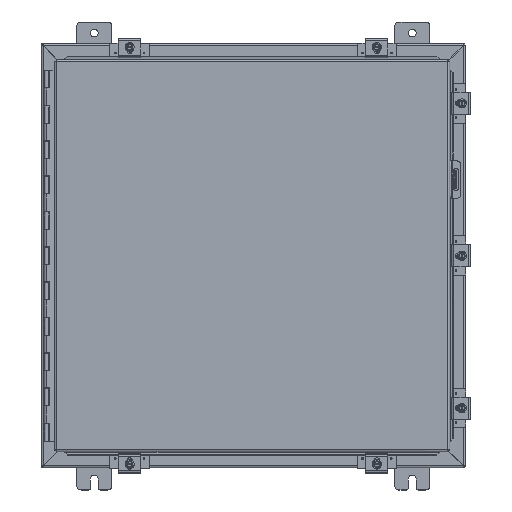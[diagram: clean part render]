
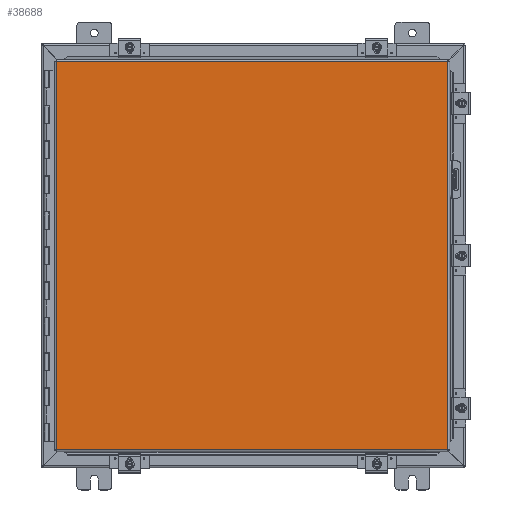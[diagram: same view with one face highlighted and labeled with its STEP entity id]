
A CAD part, top view. The second image highlights one B-rep face of the part: STEP entity #38688.
In plain terms, the highlighted face is planar.
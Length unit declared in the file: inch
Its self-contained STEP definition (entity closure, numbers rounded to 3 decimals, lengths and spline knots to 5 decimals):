
#470 = CARTESIAN_POINT ( 'NONE',  ( -11.08225, 10.9885, 0. ) ) ;
#729 = VERTEX_POINT ( 'NONE', #18544 ) ;
#2533 = ORIENTED_EDGE ( 'NONE', *, *, #34938, .T. ) ;
#3697 = VERTEX_POINT ( 'NONE', #29044 ) ;
#3790 = DIRECTION ( 'NONE',  ( 1., 0., 0. ) ) ;
#7449 = VERTEX_POINT ( 'NONE', #36362 ) ;
#8803 = LINE ( 'NONE', #32855, #28344 ) ;
#8950 = VERTEX_POINT ( 'NONE', #470 ) ;
#9578 = EDGE_CURVE ( 'NONE', #729, #3697, #16876, .T. ) ;
#10237 = CARTESIAN_POINT ( 'NONE',  ( 11.08225, -10.9885, 0. ) ) ;
#11609 = AXIS2_PLACEMENT_3D ( 'NONE', #17005, #39339, #20254 ) ;
#13571 = PLANE ( 'NONE',  #11609 ) ;
#14216 = LINE ( 'NONE', #10237, #38778 ) ;
#16483 = ORIENTED_EDGE ( 'NONE', *, *, #24757, .T. ) ;
#16876 = LINE ( 'NONE', #36397, #32795 ) ;
#17005 = CARTESIAN_POINT ( 'NONE',  ( 0., 0., 0. ) ) ;
#17942 = ORIENTED_EDGE ( 'NONE', *, *, #9578, .T. ) ;
#18544 = CARTESIAN_POINT ( 'NONE',  ( 11.08225, 10.9885, 0. ) ) ;
#19961 = CARTESIAN_POINT ( 'NONE',  ( -11.08225, 10.9885, 0. ) ) ;
#20254 = DIRECTION ( 'NONE',  ( 1., 0., 0. ) ) ;
#22824 = LINE ( 'NONE', #19961, #38809 ) ;
#24179 = EDGE_CURVE ( 'NONE', #7449, #8950, #8803, .T. ) ;
#24315 = EDGE_LOOP ( 'NONE', ( #33992, #16483, #17942, #2533 ) ) ;
#24757 = EDGE_CURVE ( 'NONE', #8950, #729, #22824, .T. ) ;
#28344 = VECTOR ( 'NONE', #35694, 39.37008 ) ;
#29044 = CARTESIAN_POINT ( 'NONE',  ( 11.08225, -10.9885, 0. ) ) ;
#29413 = DIRECTION ( 'NONE',  ( -1., 0., 0. ) ) ;
#32795 = VECTOR ( 'NONE', #35882, 39.37008 ) ;
#32855 = CARTESIAN_POINT ( 'NONE',  ( -11.08225, -10.9885, 0. ) ) ;
#33992 = ORIENTED_EDGE ( 'NONE', *, *, #24179, .T. ) ;
#34938 = EDGE_CURVE ( 'NONE', #3697, #7449, #14216, .T. ) ;
#35694 = DIRECTION ( 'NONE',  ( 0., 1., 0. ) ) ;
#35882 = DIRECTION ( 'NONE',  ( 0., -1., 0. ) ) ;
#36362 = CARTESIAN_POINT ( 'NONE',  ( -11.08225, -10.9885, 0. ) ) ;
#36397 = CARTESIAN_POINT ( 'NONE',  ( 11.08225, 10.9885, 0. ) ) ;
#38688 = ADVANCED_FACE ( 'NONE', ( #40513 ), #13571, .F. ) ;
#38778 = VECTOR ( 'NONE', #29413, 39.37008 ) ;
#38809 = VECTOR ( 'NONE', #3790, 39.37008 ) ;
#39339 = DIRECTION ( 'NONE',  ( 0., 0., 1. ) ) ;
#40513 = FACE_OUTER_BOUND ( 'NONE', #24315, .T. ) ;
